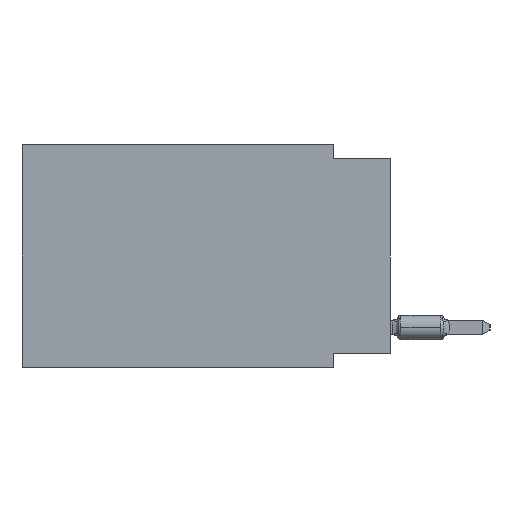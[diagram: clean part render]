
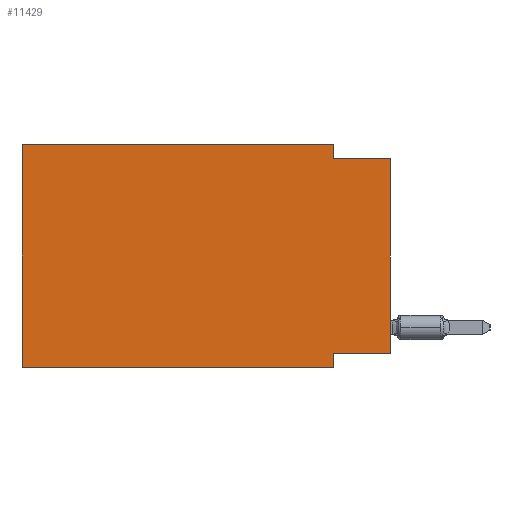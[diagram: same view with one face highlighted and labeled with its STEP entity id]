
A CAD part, left-side view. The second image highlights one B-rep face of the part: STEP entity #11429.
In plain terms, the highlighted planar face has unit normal (-1, 0, 0).
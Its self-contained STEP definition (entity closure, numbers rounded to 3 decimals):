
#333 = DIRECTION ( 'NONE',  ( 0., 1., 0. ) ) ;
#341 = VERTEX_POINT ( 'NONE', #28682 ) ;
#610 = CARTESIAN_POINT ( 'NONE',  ( 0., 2.54, -9.906 ) ) ;
#1018 = LINE ( 'NONE', #3233, #23916 ) ;
#1573 = CARTESIAN_POINT ( 'NONE',  ( 0., 16.383, 0. ) ) ;
#1638 = DIRECTION ( 'NONE',  ( 0., -1., 0. ) ) ;
#2715 = CARTESIAN_POINT ( 'NONE',  ( 0., 0., 0. ) ) ;
#2719 = DIRECTION ( 'NONE',  ( 0., 0., -1. ) ) ;
#3152 = CARTESIAN_POINT ( 'NONE',  ( 0., 16.383, -9.906 ) ) ;
#3233 = CARTESIAN_POINT ( 'NONE',  ( 0., 16.383, 0. ) ) ;
#3339 = VERTEX_POINT ( 'NONE', #610 ) ;
#4665 = CARTESIAN_POINT ( 'NONE',  ( 0., 2.54, -0.635 ) ) ;
#4893 = VECTOR ( 'NONE', #15458, 1000. ) ;
#5346 = EDGE_CURVE ( 'NONE', #23158, #3339, #6056, .T. ) ;
#5884 = CARTESIAN_POINT ( 'NONE',  ( 0., 16.383, -9.906 ) ) ;
#6056 = LINE ( 'NONE', #28680, #10106 ) ;
#6200 = DIRECTION ( 'NONE',  ( 0., 0., -1. ) ) ;
#6428 = EDGE_CURVE ( 'NONE', #21041, #22385, #21452, .T. ) ;
#6502 = ORIENTED_EDGE ( 'NONE', *, *, #13526, .F. ) ;
#6831 = VERTEX_POINT ( 'NONE', #5884 ) ;
#7025 = CARTESIAN_POINT ( 'NONE',  ( 0., 0., -0.635 ) ) ;
#7636 = CARTESIAN_POINT ( 'NONE',  ( 0., 16.383, 0. ) ) ;
#7883 = ORIENTED_EDGE ( 'NONE', *, *, #25389, .F. ) ;
#7948 = CARTESIAN_POINT ( 'NONE',  ( 0., 2.54, -9.271 ) ) ;
#9418 = VERTEX_POINT ( 'NONE', #7636 ) ;
#9799 = PLANE ( 'NONE',  #28890 ) ;
#10106 = VECTOR ( 'NONE', #6200, 1000. ) ;
#10218 = CARTESIAN_POINT ( 'NONE',  ( 0., 2.54, 0. ) ) ;
#10641 = VECTOR ( 'NONE', #19240, 1000. ) ;
#11205 = ORIENTED_EDGE ( 'NONE', *, *, #15113, .T. ) ;
#11429 = ADVANCED_FACE ( 'NONE', ( #14521 ), #9799, .F. ) ;
#11440 = LINE ( 'NONE', #2715, #22906 ) ;
#11594 = DIRECTION ( 'NONE',  ( 0., 0., 1. ) ) ;
#12175 = DIRECTION ( 'NONE',  ( 0., -1., 0. ) ) ;
#13238 = LINE ( 'NONE', #1573, #4893 ) ;
#13526 = EDGE_CURVE ( 'NONE', #6831, #9418, #13238, .T. ) ;
#13640 = VECTOR ( 'NONE', #1638, 1000. ) ;
#14313 = ORIENTED_EDGE ( 'NONE', *, *, #6428, .F. ) ;
#14376 = CARTESIAN_POINT ( 'NONE',  ( 0., 16.383, 0. ) ) ;
#14521 = FACE_OUTER_BOUND ( 'NONE', #14635, .T. ) ;
#14544 = ORIENTED_EDGE ( 'NONE', *, *, #16299, .F. ) ;
#14635 = EDGE_LOOP ( 'NONE', ( #11205, #28815, #14313, #7883, #6502, #23205, #25917, #14544 ) ) ;
#15113 = EDGE_CURVE ( 'NONE', #341, #24353, #11440, .T. ) ;
#15458 = DIRECTION ( 'NONE',  ( 0., 0., 1. ) ) ;
#15524 = CARTESIAN_POINT ( 'NONE',  ( 0., 0., -0.635 ) ) ;
#16299 = EDGE_CURVE ( 'NONE', #341, #23158, #22648, .T. ) ;
#16516 = VECTOR ( 'NONE', #12175, 1000. ) ;
#16686 = DIRECTION ( 'NONE',  ( 0., -1., 0. ) ) ;
#17212 = EDGE_CURVE ( 'NONE', #6831, #3339, #19264, .T. ) ;
#18216 = CARTESIAN_POINT ( 'NONE',  ( 0., 0., -9.271 ) ) ;
#19066 = EDGE_CURVE ( 'NONE', #22385, #24353, #28540, .T. ) ;
#19240 = DIRECTION ( 'NONE',  ( 0., 0., -1. ) ) ;
#19264 = LINE ( 'NONE', #3152, #16516 ) ;
#20014 = CARTESIAN_POINT ( 'NONE',  ( 0., 2.54, 0. ) ) ;
#21041 = VERTEX_POINT ( 'NONE', #20014 ) ;
#21179 = DIRECTION ( 'NONE',  ( 1., 0., 0. ) ) ;
#21376 = VECTOR ( 'NONE', #333, 1000. ) ;
#21452 = LINE ( 'NONE', #10218, #10641 ) ;
#22385 = VERTEX_POINT ( 'NONE', #4665 ) ;
#22648 = LINE ( 'NONE', #18216, #21376 ) ;
#22906 = VECTOR ( 'NONE', #11594, 1000. ) ;
#23158 = VERTEX_POINT ( 'NONE', #7948 ) ;
#23205 = ORIENTED_EDGE ( 'NONE', *, *, #17212, .T. ) ;
#23916 = VECTOR ( 'NONE', #16686, 1000. ) ;
#24353 = VERTEX_POINT ( 'NONE', #7025 ) ;
#25389 = EDGE_CURVE ( 'NONE', #9418, #21041, #1018, .T. ) ;
#25917 = ORIENTED_EDGE ( 'NONE', *, *, #5346, .F. ) ;
#28540 = LINE ( 'NONE', #15524, #13640 ) ;
#28680 = CARTESIAN_POINT ( 'NONE',  ( 0., 2.54, -9.906 ) ) ;
#28682 = CARTESIAN_POINT ( 'NONE',  ( 0., 0., -9.271 ) ) ;
#28815 = ORIENTED_EDGE ( 'NONE', *, *, #19066, .F. ) ;
#28890 = AXIS2_PLACEMENT_3D ( 'NONE', #14376, #21179, #2719 ) ;
